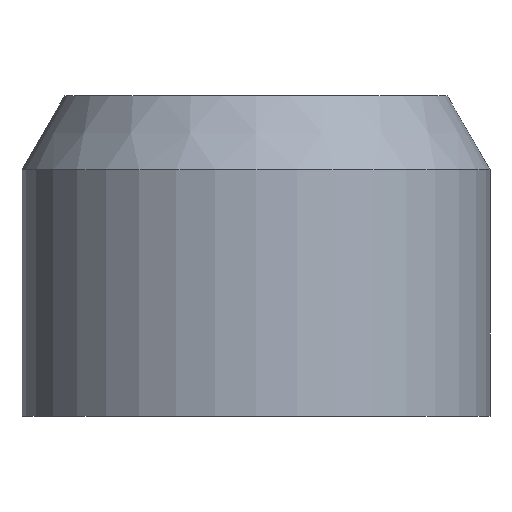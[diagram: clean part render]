
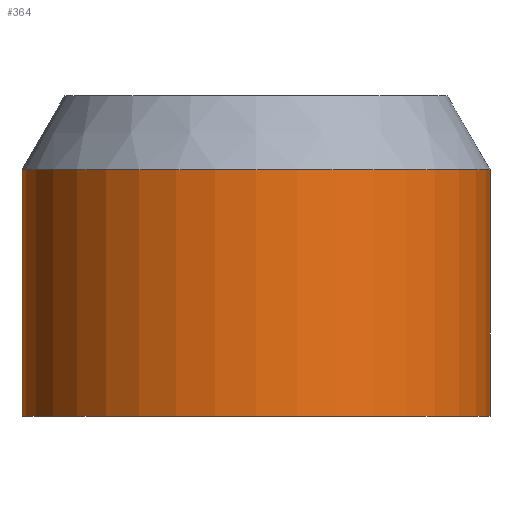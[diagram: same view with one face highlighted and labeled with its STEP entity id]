
A CAD part, front view. The second image highlights one B-rep face of the part: STEP entity #364.
In plain terms, the highlighted cylindrical face has radius 9.5 mm (diameter 19 mm), a partial arc.
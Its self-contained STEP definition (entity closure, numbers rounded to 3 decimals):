
#17 = ORIENTED_EDGE ( 'NONE', *, *, #366, .F. ) ;
#22 = VERTEX_POINT ( 'NONE', #120 ) ;
#23 = VERTEX_POINT ( 'NONE', #119 ) ;
#24 = VERTEX_POINT ( 'NONE', #122 ) ;
#28 = DIRECTION ( 'NONE',  ( 0., 0., 1. ) ) ;
#29 = CARTESIAN_POINT ( 'NONE',  ( 0., 0., -13. ) ) ;
#40 = ORIENTED_EDGE ( 'NONE', *, *, #316, .T. ) ;
#52 = ORIENTED_EDGE ( 'NONE', *, *, #371, .F. ) ;
#54 = ORIENTED_EDGE ( 'NONE', *, *, #360, .T. ) ;
#99 = CARTESIAN_POINT ( 'NONE',  ( 9.5, 0., -13. ) ) ;
#103 = LINE ( 'NONE', #99, #165 ) ;
#104 = DIRECTION ( 'NONE',  ( 0., 0., 1. ) ) ;
#107 = DIRECTION ( 'NONE',  ( 1., 0., 0. ) ) ;
#119 = CARTESIAN_POINT ( 'NONE',  ( 9.5, 0., -13. ) ) ;
#120 = CARTESIAN_POINT ( 'NONE',  ( 9.5, 0., -3. ) ) ;
#122 = CARTESIAN_POINT ( 'NONE',  ( -9.5, 0., -13. ) ) ;
#125 = EDGE_LOOP ( 'NONE', ( #17, #40, #54, #52 ) ) ;
#126 = DIRECTION ( 'NONE',  ( 1., 0., 0. ) ) ;
#129 = VERTEX_POINT ( 'NONE', #142 ) ;
#134 = DIRECTION ( 'NONE',  ( 0., 0., 1. ) ) ;
#135 = CARTESIAN_POINT ( 'NONE',  ( 0., 0., -13. ) ) ;
#142 = CARTESIAN_POINT ( 'NONE',  ( -9.5, 0., -3. ) ) ;
#165 = VECTOR ( 'NONE', #104, 1000. ) ;
#182 = AXIS2_PLACEMENT_3D ( 'NONE', #29, #28, #107 ) ;
#194 = AXIS2_PLACEMENT_3D ( 'NONE', #290, #286, #285 ) ;
#200 = VECTOR ( 'NONE', #300, 1000. ) ;
#212 = AXIS2_PLACEMENT_3D ( 'NONE', #135, #134, #126 ) ;
#218 = FACE_OUTER_BOUND ( 'NONE', #125, .T. ) ;
#223 = CYLINDRICAL_SURFACE ( 'NONE', #182, 9.5 ) ;
#231 = LINE ( 'NONE', #299, #200 ) ;
#285 = DIRECTION ( 'NONE',  ( 1., 0., 0. ) ) ;
#286 = DIRECTION ( 'NONE',  ( 0., 0., 1. ) ) ;
#290 = CARTESIAN_POINT ( 'NONE',  ( 0., 0., -3. ) ) ;
#299 = CARTESIAN_POINT ( 'NONE',  ( -9.5, 0., -13. ) ) ;
#300 = DIRECTION ( 'NONE',  ( 0., 0., 1. ) ) ;
#316 = EDGE_CURVE ( 'NONE', #24, #23, #349, .T. ) ;
#340 = CIRCLE ( 'NONE', #194, 9.5 ) ;
#349 = CIRCLE ( 'NONE', #212, 9.5 ) ;
#360 = EDGE_CURVE ( 'NONE', #23, #22, #103, .T. ) ;
#364 = ADVANCED_FACE ( 'NONE', ( #218 ), #223, .T. ) ;
#366 = EDGE_CURVE ( 'NONE', #24, #129, #231, .T. ) ;
#371 = EDGE_CURVE ( 'NONE', #129, #22, #340, .T. ) ;
